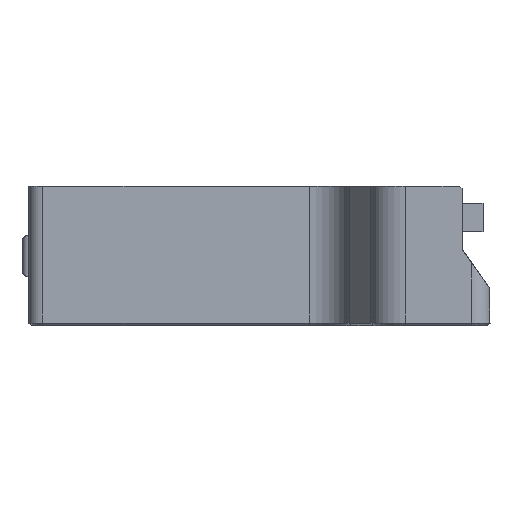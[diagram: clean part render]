
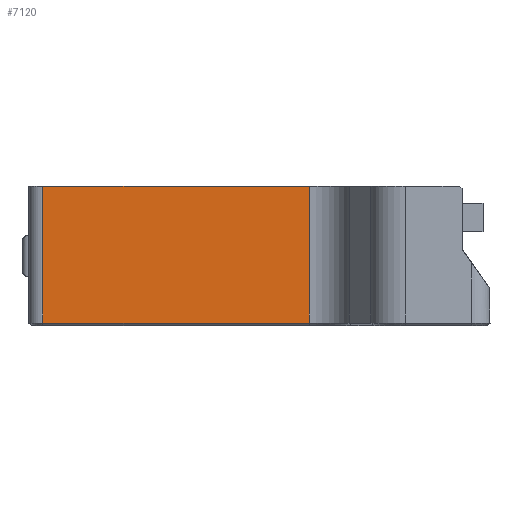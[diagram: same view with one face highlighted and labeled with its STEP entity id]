
A CAD part, left-side view. The second image highlights one B-rep face of the part: STEP entity #7120.
In plain terms, the highlighted planar face has unit normal (-1, 0, 0).
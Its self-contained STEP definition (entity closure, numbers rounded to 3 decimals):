
#504=FACE_OUTER_BOUND('',#905,.T.);
#905=EDGE_LOOP('',(#5022,#5023,#5024,#5025));
#1423=LINE('',#10622,#2234);
#1427=LINE('',#10638,#2238);
#1438=LINE('',#10673,#2249);
#1439=LINE('',#10675,#2250);
#2234=VECTOR('',#8470,10.);
#2238=VECTOR('',#8490,10.);
#2249=VECTOR('',#8539,10.);
#2250=VECTOR('',#8542,10.);
#3050=VERTEX_POINT('',#10612);
#3053=VERTEX_POINT('',#10621);
#3056=VERTEX_POINT('',#10632);
#3057=VERTEX_POINT('',#10636);
#3798=EDGE_CURVE('',#3050,#3053,#1423,.T.);
#3806=EDGE_CURVE('',#3056,#3057,#1427,.T.);
#3822=EDGE_CURVE('',#3056,#3050,#1438,.T.);
#3823=EDGE_CURVE('',#3053,#3057,#1439,.T.);
#5022=ORIENTED_EDGE('',*,*,#3822,.F.);
#5023=ORIENTED_EDGE('',*,*,#3806,.T.);
#5024=ORIENTED_EDGE('',*,*,#3823,.F.);
#5025=ORIENTED_EDGE('',*,*,#3798,.F.);
#6814=PLANE('',#7588);
#7120=ADVANCED_FACE('',(#504),#6814,.T.);
#7588=AXIS2_PLACEMENT_3D('',#10674,#8540,#8541);
#8470=DIRECTION('',(0.,0.,1.));
#8490=DIRECTION('',(0.,0.,1.));
#8539=DIRECTION('',(0.,1.,0.));
#8540=DIRECTION('center_axis',(-1.,0.,0.));
#8541=DIRECTION('ref_axis',(0.,1.,0.));
#8542=DIRECTION('',(0.,-1.,0.));
#10612=CARTESIAN_POINT('',(-187.4,30.5,-9.6));
#10621=CARTESIAN_POINT('',(-187.4,30.5,10.));
#10622=CARTESIAN_POINT('',(-187.4,30.5,8.));
#10632=CARTESIAN_POINT('',(-187.4,-7.602,-9.6));
#10636=CARTESIAN_POINT('',(-187.4,-7.602,10.));
#10638=CARTESIAN_POINT('',(-187.4,-7.602,8.));
#10673=CARTESIAN_POINT('',(-187.4,14.106,-9.6));
#10674=CARTESIAN_POINT('Origin',(-187.4,30.5,-11.));
#10675=CARTESIAN_POINT('',(-187.4,15.25,10.));
